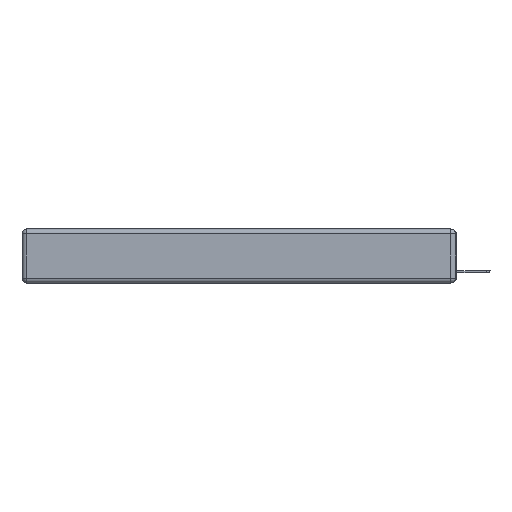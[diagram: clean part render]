
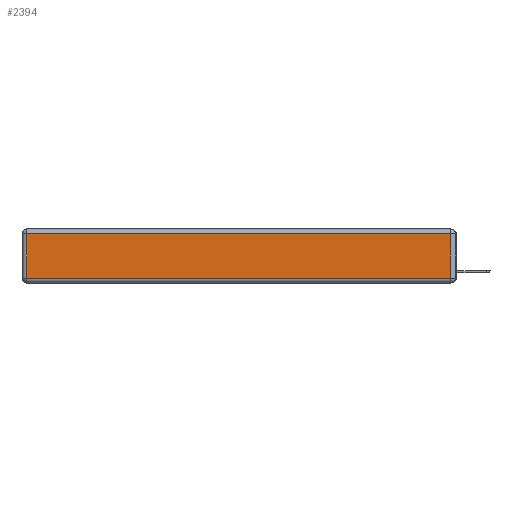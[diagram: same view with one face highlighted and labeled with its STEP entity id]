
A CAD part, left-side view. The second image highlights one B-rep face of the part: STEP entity #2394.
In plain terms, the highlighted planar face has unit normal (-1, 0, 0).
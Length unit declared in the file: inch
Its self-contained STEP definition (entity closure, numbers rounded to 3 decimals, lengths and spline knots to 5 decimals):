
#1062 = VECTOR ( 'NONE', #18365, 39.37008 ) ;
#1708 = VERTEX_POINT ( 'NONE', #11850 ) ;
#2069 = LINE ( 'NONE', #11176, #19063 ) ;
#2091 = DIRECTION ( 'NONE',  ( -1., 0., 0. ) ) ;
#2394 = ADVANCED_FACE ( 'NONE', ( #15784 ), #17698, .T. ) ;
#2922 = VECTOR ( 'NONE', #12648, 39.37008 ) ;
#3557 = CARTESIAN_POINT ( 'NONE',  ( 0., 0., -0.313 ) ) ;
#4035 = EDGE_LOOP ( 'NONE', ( #9840, #7540, #8090, #7697 ) ) ;
#5363 = DIRECTION ( 'NONE',  ( 0., 0., 1. ) ) ;
#6317 = VECTOR ( 'NONE', #10980, 39.37008 ) ;
#6386 = VERTEX_POINT ( 'NONE', #19536 ) ;
#6777 = CARTESIAN_POINT ( 'NONE',  ( 0., 0., -0.343 ) ) ;
#7444 = CARTESIAN_POINT ( 'NONE',  ( 0., 2.75, -0.03 ) ) ;
#7540 = ORIENTED_EDGE ( 'NONE', *, *, #11829, .T. ) ;
#7697 = ORIENTED_EDGE ( 'NONE', *, *, #9199, .T. ) ;
#8090 = ORIENTED_EDGE ( 'NONE', *, *, #16350, .T. ) ;
#8613 = CARTESIAN_POINT ( 'NONE',  ( 0., 2.72, -0.313 ) ) ;
#9199 = EDGE_CURVE ( 'NONE', #6386, #12053, #15448, .T. ) ;
#9840 = ORIENTED_EDGE ( 'NONE', *, *, #13613, .T. ) ;
#10980 = DIRECTION ( 'NONE',  ( 0., 0., -1. ) ) ;
#10991 = CARTESIAN_POINT ( 'NONE',  ( 0., 0.03, -0.03 ) ) ;
#11176 = CARTESIAN_POINT ( 'NONE',  ( 0., 0.03, -0.343 ) ) ;
#11802 = AXIS2_PLACEMENT_3D ( 'NONE', #6777, #2091, #5363 ) ;
#11829 = EDGE_CURVE ( 'NONE', #1708, #14967, #2069, .T. ) ;
#11850 = CARTESIAN_POINT ( 'NONE',  ( 0., 0.03, -0.313 ) ) ;
#12053 = VERTEX_POINT ( 'NONE', #8613 ) ;
#12157 = LINE ( 'NONE', #7444, #1062 ) ;
#12552 = LINE ( 'NONE', #3557, #2922 ) ;
#12648 = DIRECTION ( 'NONE',  ( 0., -1., 0. ) ) ;
#13613 = EDGE_CURVE ( 'NONE', #12053, #1708, #12552, .T. ) ;
#13938 = CARTESIAN_POINT ( 'NONE',  ( 0., 2.72, -0.343 ) ) ;
#14967 = VERTEX_POINT ( 'NONE', #10991 ) ;
#15448 = LINE ( 'NONE', #13938, #6317 ) ;
#15784 = FACE_OUTER_BOUND ( 'NONE', #4035, .T. ) ;
#16350 = EDGE_CURVE ( 'NONE', #14967, #6386, #12157, .T. ) ;
#17698 = PLANE ( 'NONE',  #11802 ) ;
#18365 = DIRECTION ( 'NONE',  ( 0., 1., 0. ) ) ;
#18679 = DIRECTION ( 'NONE',  ( 0., 0., 1. ) ) ;
#19063 = VECTOR ( 'NONE', #18679, 39.37008 ) ;
#19536 = CARTESIAN_POINT ( 'NONE',  ( 0., 2.72, -0.03 ) ) ;
